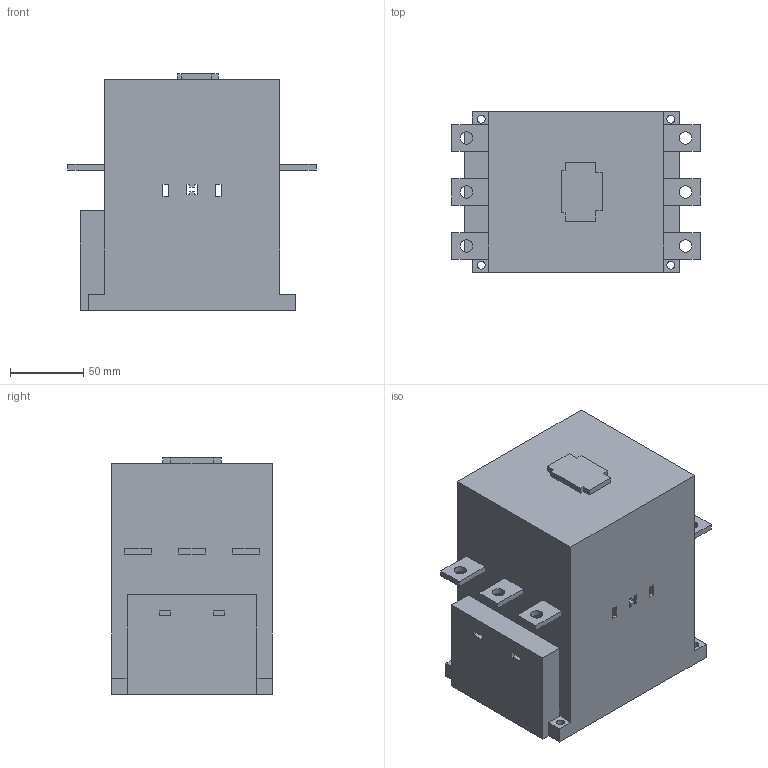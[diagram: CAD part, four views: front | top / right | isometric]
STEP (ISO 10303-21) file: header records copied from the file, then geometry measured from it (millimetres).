
FILE_DESCRIPTION (( 'STEP AP203' ), '1' );
FILE_NAME ('K3-116_151_176.STEP', '2014-03-10T13:55:42', ( '' ), ( '' ), 'SwSTEP 2.0', 'SolidWorks 2014', '' );
FILE_SCHEMA (( 'CONFIG_CONTROL_DESIGN' ));
Length unit declared in the file: millimetre
Products named in the file (1): K3-116_151_176
Bounding box: 170 x 110 x 161.9 mm (x, y, z)
Volume: 2202244.5 mm3; surface area: 124671.5 mm2
Topology: 1 solids, 1 shells, 109 faces, 294 edges, 196 vertices
Faces by surface type: plane 89, cylinder 20
Entity records: 3517 total; most frequent: CARTESIAN_POINT 600, ORIENTED_EDGE 588, DIRECTION 554, EDGE_CURVE 294, VECTOR 254, LINE 254, VERTEX_POINT 196, AXIS2_PLACEMENT_3D 150
